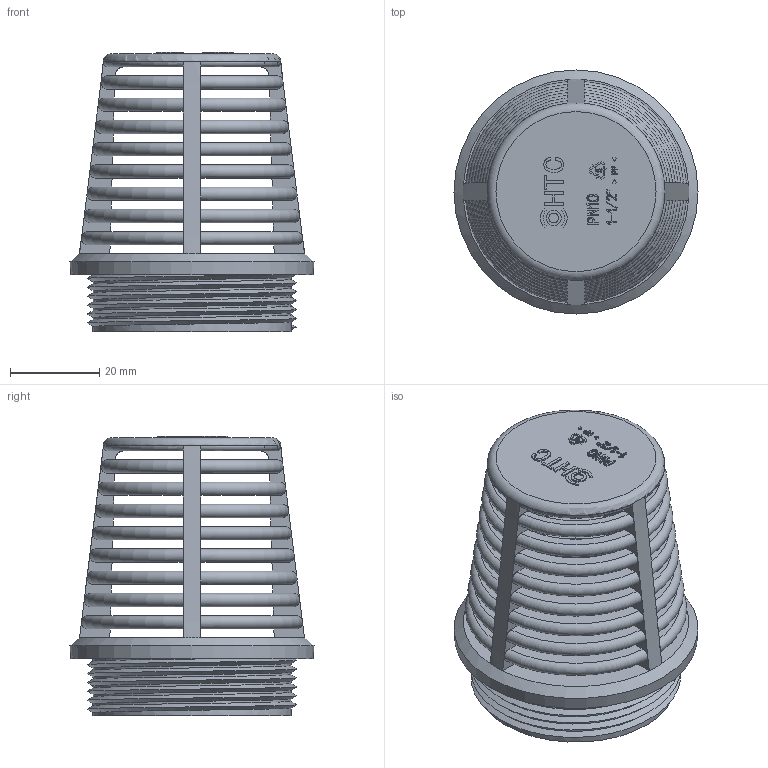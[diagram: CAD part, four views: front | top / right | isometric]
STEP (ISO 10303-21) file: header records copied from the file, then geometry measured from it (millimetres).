
FILE_DESCRIPTION(/* description */ (''),/* implementation_level */ '2;1');
FILE_NAME(/* name */ 'PF0829 add logo 112.stp',/* time_stamp */ '2024-11-12T13:50:42+08:00',/* author */ (''),/* organization */ (''),/* preprocessor_version */ 'ST-DEVELOPER v16.7',/* originating_system */ 'SIEMENS PLM Software NX 12.0',/* authorisation */ '');
FILE_SCHEMA (('AP203_CONFIGURATION_CONTROLLED_3D_DESIGN_OF_MECHANICAL_PARTS_AND_ASSEMBLIES_MIM_LF { 1 0 10303 403 2 1 2}'));
Length unit declared in the file: millimetre
Products named in the file (1): Admi2158205Ftinj
Bounding box: 54.8 x 54.8 x 62.8 mm (x, y, z)
Volume: 30859.8 mm3; surface area: 25568.7 mm2
Topology: 1 solids, 1 shells, 870 faces, 2559 edges, 1683 vertices
Faces by surface type: plane 730, extrusion 78, torus 41, cylinder 13, cone 4, bspline 4
Full cylindrical faces by diameter (mm): 2.2 x1, 3.4 x1, 44.5 x6
Entity records: 40117 total; most frequent: CARTESIAN_POINT 12986, ORIENTED_EDGE 5054, DIRECTION 3922, EDGE_CURVE 2527, VECTOR 2006, LINE 1928, VERTEX_POINT 1665, AXIS2_PLACEMENT_3D 958
